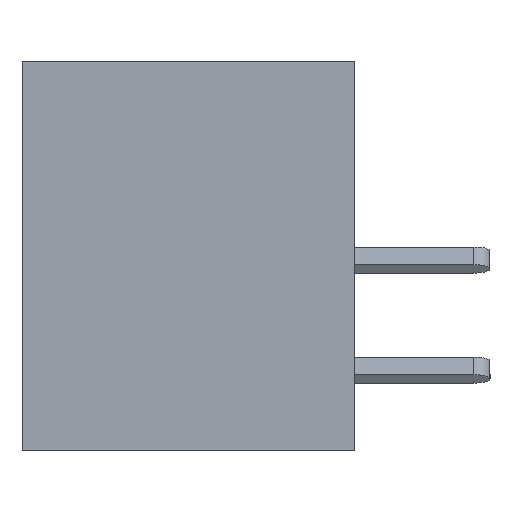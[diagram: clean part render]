
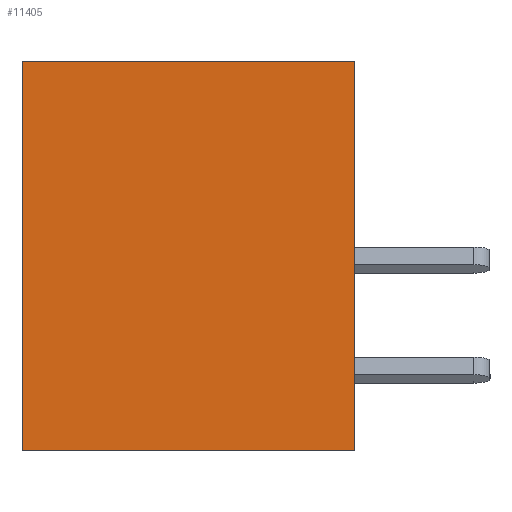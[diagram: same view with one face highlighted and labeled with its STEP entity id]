
A CAD part, left-side view. The second image highlights one B-rep face of the part: STEP entity #11405.
In plain terms, the highlighted planar face has unit normal (-1, 0, 0).
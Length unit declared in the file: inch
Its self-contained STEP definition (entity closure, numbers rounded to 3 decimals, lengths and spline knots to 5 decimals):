
#261 = AXIS2_PLACEMENT_3D ( 'NONE', #12995, #13052, #7765 ) ;
#455 = VERTEX_POINT ( 'NONE', #4949 ) ;
#981 = PLANE ( 'NONE',  #261 ) ;
#1276 = VERTEX_POINT ( 'NONE', #16219 ) ;
#1435 = EDGE_CURVE ( 'NONE', #9979, #1276, #11105, .T. ) ;
#1639 = VECTOR ( 'NONE', #7270, 39.37008 ) ;
#2463 = CARTESIAN_POINT ( 'NONE',  ( 0., 0.453, -0.531 ) ) ;
#2946 = CARTESIAN_POINT ( 'NONE',  ( 0., 0.453, 0. ) ) ;
#3270 = CARTESIAN_POINT ( 'NONE',  ( 0., 0., 0. ) ) ;
#4163 = ORIENTED_EDGE ( 'NONE', *, *, #9281, .F. ) ;
#4645 = DIRECTION ( 'NONE',  ( 0., -1., 0. ) ) ;
#4842 = DIRECTION ( 'NONE',  ( 0., -1., 0. ) ) ;
#4949 = CARTESIAN_POINT ( 'NONE',  ( 0., 0.453, 0. ) ) ;
#5230 = VERTEX_POINT ( 'NONE', #6699 ) ;
#5444 = ORIENTED_EDGE ( 'NONE', *, *, #8090, .T. ) ;
#6103 = CARTESIAN_POINT ( 'NONE',  ( 0., 0., -0.531 ) ) ;
#6479 = FACE_OUTER_BOUND ( 'NONE', #7650, .T. ) ;
#6699 = CARTESIAN_POINT ( 'NONE',  ( 0., 0.453, -0.531 ) ) ;
#6795 = VECTOR ( 'NONE', #9551, 39.37008 ) ;
#7270 = DIRECTION ( 'NONE',  ( 0., 0., 1. ) ) ;
#7650 = EDGE_LOOP ( 'NONE', ( #16638, #4163, #15776, #5444 ) ) ;
#7765 = DIRECTION ( 'NONE',  ( 0., 0., -1. ) ) ;
#8090 = EDGE_CURVE ( 'NONE', #5230, #9979, #16642, .T. ) ;
#8563 = CARTESIAN_POINT ( 'NONE',  ( 0., 0.453, 0. ) ) ;
#8853 = EDGE_CURVE ( 'NONE', #5230, #455, #14738, .T. ) ;
#9281 = EDGE_CURVE ( 'NONE', #455, #1276, #13515, .T. ) ;
#9551 = DIRECTION ( 'NONE',  ( 0., 0., 1. ) ) ;
#9979 = VERTEX_POINT ( 'NONE', #6103 ) ;
#11105 = LINE ( 'NONE', #3270, #1639 ) ;
#11405 = ADVANCED_FACE ( 'NONE', ( #6479 ), #981, .F. ) ;
#11474 = VECTOR ( 'NONE', #4645, 39.37008 ) ;
#12995 = CARTESIAN_POINT ( 'NONE',  ( 0., 0.453, 0. ) ) ;
#13052 = DIRECTION ( 'NONE',  ( 1., 0., 0. ) ) ;
#13515 = LINE ( 'NONE', #8563, #11474 ) ;
#14738 = LINE ( 'NONE', #2946, #6795 ) ;
#15776 = ORIENTED_EDGE ( 'NONE', *, *, #8853, .F. ) ;
#15827 = VECTOR ( 'NONE', #4842, 39.37008 ) ;
#16219 = CARTESIAN_POINT ( 'NONE',  ( 0., 0., 0. ) ) ;
#16638 = ORIENTED_EDGE ( 'NONE', *, *, #1435, .T. ) ;
#16642 = LINE ( 'NONE', #2463, #15827 ) ;
